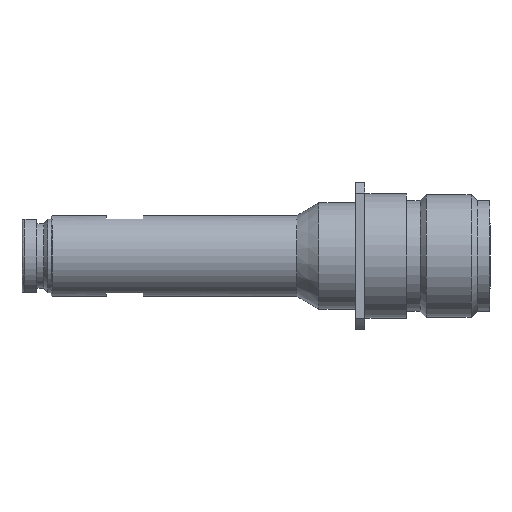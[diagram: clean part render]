
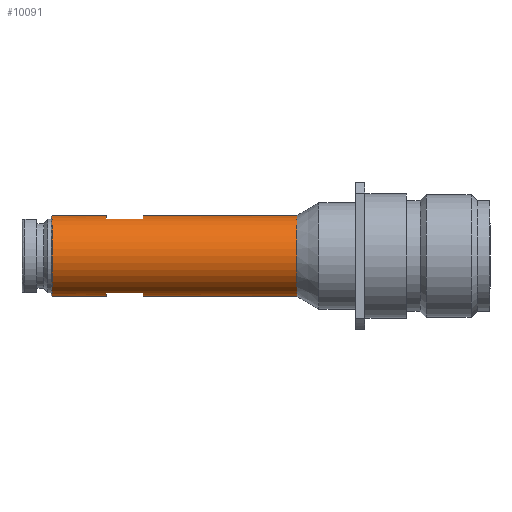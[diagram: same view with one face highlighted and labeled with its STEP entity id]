
A CAD part, front view. The second image highlights one B-rep face of the part: STEP entity #10091.
In plain terms, the highlighted cylindrical face has radius 8.75 mm (diameter 17.5 mm), a partial arc.
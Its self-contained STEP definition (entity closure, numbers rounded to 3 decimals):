
#12 = AXIS2_PLACEMENT_3D ( 'NONE', #13813, #8536, #13655 ) ;
#68 = EDGE_CURVE ( 'NONE', #1304, #12078, #5329, .T. ) ;
#90 = EDGE_CURVE ( 'NONE', #10568, #13235, #9178, .T. ) ;
#197 = DIRECTION ( 'NONE',  ( 1., 0., 0. ) ) ;
#443 = VECTOR ( 'NONE', #197, 1000. ) ;
#624 = CIRCLE ( 'NONE', #10790, 8.75 ) ;
#776 = CARTESIAN_POINT ( 'NONE',  ( -12., -3.544, -24. ) ) ;
#896 = CIRCLE ( 'NONE', #6513, 8.75 ) ;
#1000 = CARTESIAN_POINT ( 'NONE',  ( 0., -3.544, -8. ) ) ;
#1076 = DIRECTION ( 'NONE',  ( 1., 0., 0. ) ) ;
#1096 = CARTESIAN_POINT ( 'NONE',  ( -20., 0., -24.75 ) ) ;
#1304 = VERTEX_POINT ( 'NONE', #6872 ) ;
#1733 = LINE ( 'NONE', #6776, #7670 ) ;
#1749 = DIRECTION ( 'NONE',  ( 1., 0., 0. ) ) ;
#2582 = CIRCLE ( 'NONE', #13833, 8.75 ) ;
#2729 = CARTESIAN_POINT ( 'NONE',  ( 0., 0., -7.25 ) ) ;
#3065 = EDGE_LOOP ( 'NONE', ( #15744, #11850, #9112, #8954, #8233, #5189, #7206, #6349, #11260, #12594, #4691, #6555 ) ) ;
#3185 = CARTESIAN_POINT ( 'NONE',  ( -20., -3.544, -8. ) ) ;
#3419 = CARTESIAN_POINT ( 'NONE',  ( -20., 0., -16. ) ) ;
#3502 = DIRECTION ( 'NONE',  ( 0., 0., 1. ) ) ;
#3546 = VERTEX_POINT ( 'NONE', #16216 ) ;
#3590 = FACE_OUTER_BOUND ( 'NONE', #3065, .T. ) ;
#3697 = DIRECTION ( 'NONE',  ( -1., 0., 0. ) ) ;
#3705 = CIRCLE ( 'NONE', #4786, 8.75 ) ;
#3792 = CARTESIAN_POINT ( 'NONE',  ( 0., -3.544, -24. ) ) ;
#3899 = CARTESIAN_POINT ( 'NONE',  ( -53.237, 0., -24.75 ) ) ;
#4078 = DIRECTION ( 'NONE',  ( 1., 0., 0. ) ) ;
#4174 = EDGE_CURVE ( 'NONE', #3546, #9233, #1733, .T. ) ;
#4230 = CARTESIAN_POINT ( 'NONE',  ( -53.237, 0., -16. ) ) ;
#4691 = ORIENTED_EDGE ( 'NONE', *, *, #8510, .F. ) ;
#4759 = EDGE_CURVE ( 'NONE', #9233, #8402, #2582, .T. ) ;
#4786 = AXIS2_PLACEMENT_3D ( 'NONE', #6047, #12572, #15254 ) ;
#5189 = ORIENTED_EDGE ( 'NONE', *, *, #13487, .F. ) ;
#5329 = LINE ( 'NONE', #2729, #7963 ) ;
#5501 = CARTESIAN_POINT ( 'NONE',  ( -0.2, 0., -16. ) ) ;
#5610 = EDGE_CURVE ( 'NONE', #9131, #9625, #15273, .T. ) ;
#6047 = CARTESIAN_POINT ( 'NONE',  ( -20., 0., -16. ) ) ;
#6127 = DIRECTION ( 'NONE',  ( 1., 0., 0. ) ) ;
#6263 = EDGE_CURVE ( 'NONE', #13235, #9625, #10857, .T. ) ;
#6349 = ORIENTED_EDGE ( 'NONE', *, *, #4759, .F. ) ;
#6513 = AXIS2_PLACEMENT_3D ( 'NONE', #16447, #3697, #8809 ) ;
#6555 = ORIENTED_EDGE ( 'NONE', *, *, #8491, .F. ) ;
#6776 = CARTESIAN_POINT ( 'NONE',  ( 0., 0., -7.25 ) ) ;
#6872 = CARTESIAN_POINT ( 'NONE',  ( -53.237, 0., -7.25 ) ) ;
#7037 = DIRECTION ( 'NONE',  ( 1., 0., 0. ) ) ;
#7041 = AXIS2_PLACEMENT_3D ( 'NONE', #4230, #11935, #7095 ) ;
#7095 = DIRECTION ( 'NONE',  ( 0., 0., -1. ) ) ;
#7206 = ORIENTED_EDGE ( 'NONE', *, *, #9468, .T. ) ;
#7482 = CARTESIAN_POINT ( 'NONE',  ( -0.2, 0., -7.25 ) ) ;
#7574 = CIRCLE ( 'NONE', #7041, 8.75 ) ;
#7670 = VECTOR ( 'NONE', #7037, 1000. ) ;
#7963 = VECTOR ( 'NONE', #4078, 1000. ) ;
#8233 = ORIENTED_EDGE ( 'NONE', *, *, #5610, .F. ) ;
#8402 = VERTEX_POINT ( 'NONE', #16188 ) ;
#8484 = CARTESIAN_POINT ( 'NONE',  ( -12., -3.544, -8. ) ) ;
#8491 = EDGE_CURVE ( 'NONE', #12078, #16018, #3705, .T. ) ;
#8510 = EDGE_CURVE ( 'NONE', #16018, #10751, #8643, .T. ) ;
#8536 = DIRECTION ( 'NONE',  ( 1., 0., 0. ) ) ;
#8643 = LINE ( 'NONE', #1000, #14955 ) ;
#8701 = CYLINDRICAL_SURFACE ( 'NONE', #12, 8.75 ) ;
#8809 = DIRECTION ( 'NONE',  ( 0., 0., 1. ) ) ;
#8954 = ORIENTED_EDGE ( 'NONE', *, *, #6263, .T. ) ;
#9112 = ORIENTED_EDGE ( 'NONE', *, *, #90, .T. ) ;
#9131 = VERTEX_POINT ( 'NONE', #776 ) ;
#9147 = VECTOR ( 'NONE', #14605, 1000. ) ;
#9178 = LINE ( 'NONE', #10433, #443 ) ;
#9233 = VERTEX_POINT ( 'NONE', #7482 ) ;
#9468 = EDGE_CURVE ( 'NONE', #14873, #8402, #13519, .T. ) ;
#9515 = AXIS2_PLACEMENT_3D ( 'NONE', #3419, #14746, #3502 ) ;
#9625 = VERTEX_POINT ( 'NONE', #15016 ) ;
#9651 = CARTESIAN_POINT ( 'NONE',  ( 0., 0., -24.75 ) ) ;
#10091 = ADVANCED_FACE ( 'NONE', ( #3590 ), #8701, .T. ) ;
#10433 = CARTESIAN_POINT ( 'NONE',  ( 0., 0., -24.75 ) ) ;
#10568 = VERTEX_POINT ( 'NONE', #3899 ) ;
#10751 = VERTEX_POINT ( 'NONE', #8484 ) ;
#10790 = AXIS2_PLACEMENT_3D ( 'NONE', #14411, #1749, #13329 ) ;
#10857 = CIRCLE ( 'NONE', #9515, 8.75 ) ;
#10896 = DIRECTION ( 'NONE',  ( -1., 0., 0. ) ) ;
#11019 = CARTESIAN_POINT ( 'NONE',  ( -20., 0., -7.25 ) ) ;
#11260 = ORIENTED_EDGE ( 'NONE', *, *, #4174, .F. ) ;
#11389 = DIRECTION ( 'NONE',  ( 0., 0., -1. ) ) ;
#11850 = ORIENTED_EDGE ( 'NONE', *, *, #12718, .T. ) ;
#11935 = DIRECTION ( 'NONE',  ( 1., 0., 0. ) ) ;
#12078 = VERTEX_POINT ( 'NONE', #11019 ) ;
#12483 = CARTESIAN_POINT ( 'NONE',  ( -12., 0., -24.75 ) ) ;
#12572 = DIRECTION ( 'NONE',  ( 1., 0., 0. ) ) ;
#12594 = ORIENTED_EDGE ( 'NONE', *, *, #14812, .T. ) ;
#12718 = EDGE_CURVE ( 'NONE', #1304, #10568, #7574, .T. ) ;
#13235 = VERTEX_POINT ( 'NONE', #1096 ) ;
#13329 = DIRECTION ( 'NONE',  ( 0., 0., -1. ) ) ;
#13487 = EDGE_CURVE ( 'NONE', #14873, #9131, #896, .T. ) ;
#13519 = LINE ( 'NONE', #9651, #9147 ) ;
#13655 = DIRECTION ( 'NONE',  ( 0., 0., -1. ) ) ;
#13813 = CARTESIAN_POINT ( 'NONE',  ( 0., 0., -16. ) ) ;
#13833 = AXIS2_PLACEMENT_3D ( 'NONE', #5501, #1076, #11389 ) ;
#14411 = CARTESIAN_POINT ( 'NONE',  ( -12., 0., -16. ) ) ;
#14605 = DIRECTION ( 'NONE',  ( 1., 0., 0. ) ) ;
#14746 = DIRECTION ( 'NONE',  ( -1., 0., 0. ) ) ;
#14812 = EDGE_CURVE ( 'NONE', #3546, #10751, #624, .T. ) ;
#14873 = VERTEX_POINT ( 'NONE', #12483 ) ;
#14955 = VECTOR ( 'NONE', #6127, 1000. ) ;
#15016 = CARTESIAN_POINT ( 'NONE',  ( -20., -3.544, -24. ) ) ;
#15254 = DIRECTION ( 'NONE',  ( 0., 0., -1. ) ) ;
#15273 = LINE ( 'NONE', #3792, #16501 ) ;
#15744 = ORIENTED_EDGE ( 'NONE', *, *, #68, .F. ) ;
#16018 = VERTEX_POINT ( 'NONE', #3185 ) ;
#16188 = CARTESIAN_POINT ( 'NONE',  ( -0.2, 0., -24.75 ) ) ;
#16216 = CARTESIAN_POINT ( 'NONE',  ( -12., 0., -7.25 ) ) ;
#16447 = CARTESIAN_POINT ( 'NONE',  ( -12., 0., -16. ) ) ;
#16501 = VECTOR ( 'NONE', #10896, 1000. ) ;
